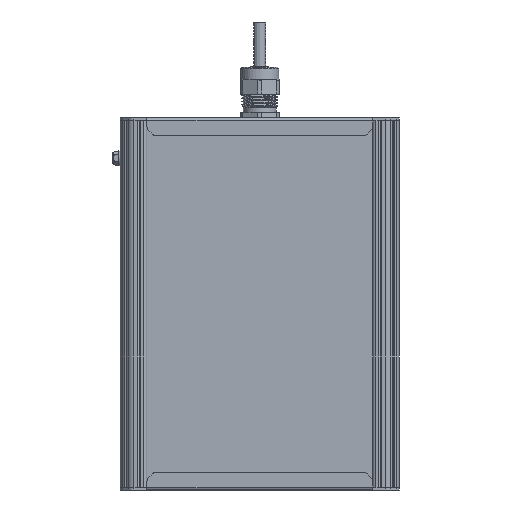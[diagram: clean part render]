
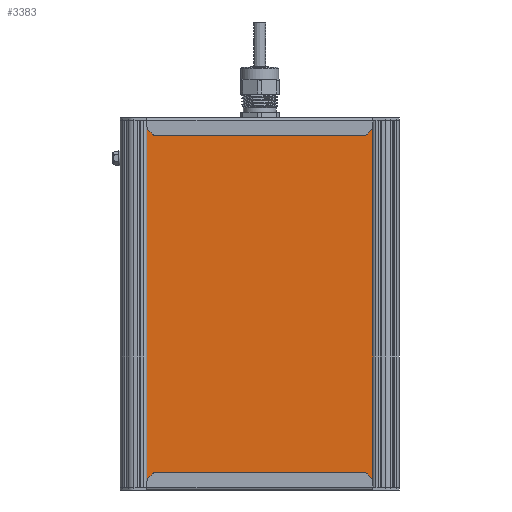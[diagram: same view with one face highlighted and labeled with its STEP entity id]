
A CAD part, front view. The second image highlights one B-rep face of the part: STEP entity #3383.
In plain terms, the highlighted face is planar.
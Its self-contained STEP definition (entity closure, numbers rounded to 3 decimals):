
#3383=ADVANCED_FACE('',(#9856),#9858,.T.);
#9856=FACE_BOUND('',#9857,.T.);
#9857=EDGE_LOOP('',(#38276,#38277,#38278,#38279));
#9858=PLANE('',#9859);
#9859=AXIS2_PLACEMENT_3D('',#9860,#9861,#9862);
#9860=CARTESIAN_POINT('',(2111.497,401.002,-34.582));
#9861=DIRECTION('',(0.,0.,-1.));
#9862=DIRECTION('',(0.,1.,0.));
#38276=ORIENTED_EDGE('',*,*,#43699,.T.);
#38277=ORIENTED_EDGE('',*,*,#43702,.F.);
#38278=ORIENTED_EDGE('',*,*,#43707,.F.);
#38279=ORIENTED_EDGE('',*,*,#43705,.T.);
#43699=EDGE_CURVE('',#47852,#47856,#47858,.T.);
#43702=EDGE_CURVE('',#47861,#47856,#47863,.T.);
#43705=EDGE_CURVE('',#47867,#47852,#47868,.T.);
#43707=EDGE_CURVE('',#47867,#47861,#47870,.T.);
#47852=VERTEX_POINT('',#56658);
#47856=VERTEX_POINT('',#56666);
#47858=LINE('',#56670,#56671);
#47861=VERTEX_POINT('',#56677);
#47863=LINE('',#56681,#56682);
#47867=VERTEX_POINT('',#56691);
#47868=LINE('',#56692,#56693);
#47870=LINE('',#56698,#56699);
#56658=CARTESIAN_POINT('',(2357.497,565.13,-34.582));
#56666=CARTESIAN_POINT('',(2357.497,401.002,-34.582));
#56670=CARTESIAN_POINT('',(2357.497,565.13,-34.582));
#56671=VECTOR('',#56672,1.);
#56672=DIRECTION('',(0.,-1.,0.));
#56677=CARTESIAN_POINT('',(2111.497,401.002,-34.582));
#56681=CARTESIAN_POINT('',(2111.497,401.002,-34.582));
#56682=VECTOR('',#56683,1.);
#56683=DIRECTION('',(1.,0.,0.));
#56691=CARTESIAN_POINT('',(2111.497,565.13,-34.582));
#56692=CARTESIAN_POINT('',(2111.497,565.13,-34.582));
#56693=VECTOR('',#56694,1.);
#56694=DIRECTION('',(1.,0.,0.));
#56698=CARTESIAN_POINT('',(2111.497,565.13,-34.582));
#56699=VECTOR('',#56700,1.);
#56700=DIRECTION('',(0.,-1.,0.));
